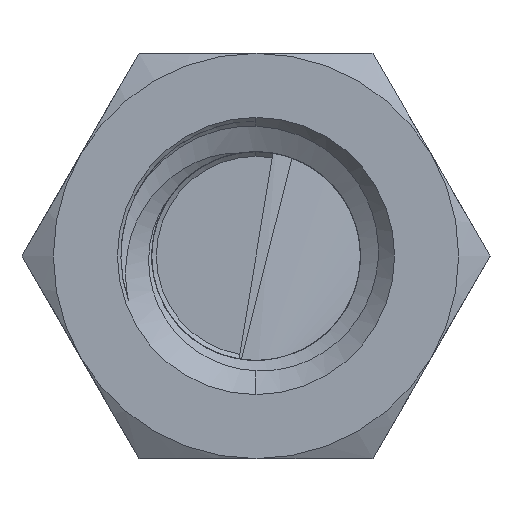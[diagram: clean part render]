
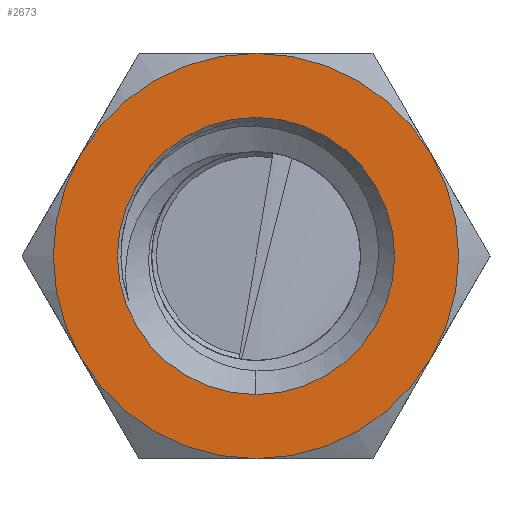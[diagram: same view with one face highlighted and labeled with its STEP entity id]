
A CAD part, left-side view. The second image highlights one B-rep face of the part: STEP entity #2673.
In plain terms, the highlighted planar face has unit normal (-1, 0, 0).
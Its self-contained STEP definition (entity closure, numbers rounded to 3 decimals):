
#360 = DIRECTION ( 'NONE',  ( 0., 0., -1. ) ) ;
#364 = DIRECTION ( 'NONE',  ( 1., 0., 0. ) ) ;
#382 = PLANE ( 'NONE',  #1584 ) ;
#387 = CARTESIAN_POINT ( 'NONE',  ( -14.75, 3.464, 0. ) ) ;
#1269 = DIRECTION ( 'NONE',  ( -1., 0., 0. ) ) ;
#1270 = DIRECTION ( 'NONE',  ( 0., 0., 1. ) ) ;
#1293 = CARTESIAN_POINT ( 'NONE',  ( -14.75, 0., 0. ) ) ;
#1584 = AXIS2_PLACEMENT_3D ( 'NONE', #387, #364, #360 ) ;
#1607 = AXIS2_PLACEMENT_3D ( 'NONE', #5832, #5830, #6366 ) ;
#1608 = AXIS2_PLACEMENT_3D ( 'NONE', #5563, #5797, #5796 ) ;
#1610 = EDGE_CURVE ( 'NONE', #3920, #3900, #3512, .T. ) ;
#1733 = EDGE_CURVE ( 'NONE', #3898, #3942, #3598, .T. ) ;
#1739 = EDGE_CURVE ( 'NONE', #3893, #3955, #3601, .T. ) ;
#1785 = EDGE_CURVE ( 'NONE', #3955, #3797, #3622, .T. ) ;
#1797 = EDGE_CURVE ( 'NONE', #3893, #3987, #3629, .T. ) ;
#1817 = AXIS2_PLACEMENT_3D ( 'NONE', #3977, #3883, #3882 ) ;
#1820 = EDGE_CURVE ( 'NONE', #3797, #3920, #3642, .T. ) ;
#1830 = EDGE_CURVE ( 'NONE', #3900, #3987, #3647, .T. ) ;
#1849 = EDGE_CURVE ( 'NONE', #3942, #3898, #2001, .T. ) ;
#1855 = AXIS2_PLACEMENT_3D ( 'NONE', #4275, #4254, #4251 ) ;
#1856 = AXIS2_PLACEMENT_3D ( 'NONE', #2556, #2561, #2562 ) ;
#1863 = AXIS2_PLACEMENT_3D ( 'NONE', #1293, #1269, #1270 ) ;
#1864 = AXIS2_PLACEMENT_3D ( 'NONE', #3183, #3181, #3144 ) ;
#1866 = AXIS2_PLACEMENT_3D ( 'NONE', #3180, #3177, #3174 ) ;
#2001 = CIRCLE ( 'NONE', #1863, 2.051 ) ;
#2063 = FACE_BOUND ( 'NONE', #3036, .T. ) ;
#2071 = FACE_OUTER_BOUND ( 'NONE', #3013, .T. ) ;
#2556 = CARTESIAN_POINT ( 'NONE',  ( -14.75, 0., 0. ) ) ;
#2561 = DIRECTION ( 'NONE',  ( 1., 0., 0. ) ) ;
#2562 = DIRECTION ( 'NONE',  ( 0., 0., -1. ) ) ;
#2673 = ADVANCED_FACE ( 'NONE', ( #2063, #2071 ), #382, .F. ) ;
#2796 = ORIENTED_EDGE ( 'NONE', *, *, #1849, .F. ) ;
#2797 = ORIENTED_EDGE ( 'NONE', *, *, #1733, .F. ) ;
#2798 = ORIENTED_EDGE ( 'NONE', *, *, #1610, .F. ) ;
#2799 = ORIENTED_EDGE ( 'NONE', *, *, #1820, .F. ) ;
#2800 = ORIENTED_EDGE ( 'NONE', *, *, #1785, .F. ) ;
#2801 = ORIENTED_EDGE ( 'NONE', *, *, #1739, .F. ) ;
#2802 = ORIENTED_EDGE ( 'NONE', *, *, #1797, .T. ) ;
#2803 = ORIENTED_EDGE ( 'NONE', *, *, #1830, .F. ) ;
#3013 = EDGE_LOOP ( 'NONE', ( #2798, #2799, #2800, #2801, #2802, #2803 ) ) ;
#3036 = EDGE_LOOP ( 'NONE', ( #2796, #2797 ) ) ;
#3144 = DIRECTION ( 'NONE',  ( 0., 0., -1. ) ) ;
#3174 = DIRECTION ( 'NONE',  ( 0., 0., -1. ) ) ;
#3177 = DIRECTION ( 'NONE',  ( 1., 0., 0. ) ) ;
#3180 = CARTESIAN_POINT ( 'NONE',  ( -14.75, 0., 0. ) ) ;
#3181 = DIRECTION ( 'NONE',  ( 1., 0., 0. ) ) ;
#3183 = CARTESIAN_POINT ( 'NONE',  ( -14.75, 0., 0. ) ) ;
#3512 = CIRCLE ( 'NONE', #1817, 3. ) ;
#3598 = CIRCLE ( 'NONE', #1608, 2.051 ) ;
#3601 = CIRCLE ( 'NONE', #1607, 3. ) ;
#3622 = CIRCLE ( 'NONE', #1856, 3. ) ;
#3629 = CIRCLE ( 'NONE', #1855, 3. ) ;
#3642 = CIRCLE ( 'NONE', #1866, 3. ) ;
#3647 = CIRCLE ( 'NONE', #1864, 3. ) ;
#3797 = VERTEX_POINT ( 'NONE', #5142 ) ;
#3882 = DIRECTION ( 'NONE',  ( 0., 0., -1. ) ) ;
#3883 = DIRECTION ( 'NONE',  ( 1., 0., 0. ) ) ;
#3893 = VERTEX_POINT ( 'NONE', #5201 ) ;
#3898 = VERTEX_POINT ( 'NONE', #5125 ) ;
#3900 = VERTEX_POINT ( 'NONE', #5207 ) ;
#3920 = VERTEX_POINT ( 'NONE', #5221 ) ;
#3942 = VERTEX_POINT ( 'NONE', #5243 ) ;
#3955 = VERTEX_POINT ( 'NONE', #5255 ) ;
#3977 = CARTESIAN_POINT ( 'NONE',  ( -14.75, 0., 0. ) ) ;
#3987 = VERTEX_POINT ( 'NONE', #5279 ) ;
#4251 = DIRECTION ( 'NONE',  ( 0., 0., 1. ) ) ;
#4254 = DIRECTION ( 'NONE',  ( -1., 0., 0. ) ) ;
#4275 = CARTESIAN_POINT ( 'NONE',  ( -14.75, 0., 0. ) ) ;
#5125 = CARTESIAN_POINT ( 'NONE',  ( -14.75, 0., -2.051 ) ) ;
#5142 = CARTESIAN_POINT ( 'NONE',  ( -14.75, -2.598, -1.5 ) ) ;
#5201 = CARTESIAN_POINT ( 'NONE',  ( -14.75, 0., 3. ) ) ;
#5207 = CARTESIAN_POINT ( 'NONE',  ( -14.75, 2.598, -1.5 ) ) ;
#5221 = CARTESIAN_POINT ( 'NONE',  ( -14.75, 0., -3. ) ) ;
#5243 = CARTESIAN_POINT ( 'NONE',  ( -14.75, 0., 2.051 ) ) ;
#5255 = CARTESIAN_POINT ( 'NONE',  ( -14.75, -2.598, 1.5 ) ) ;
#5279 = CARTESIAN_POINT ( 'NONE',  ( -14.75, 2.598, 1.5 ) ) ;
#5563 = CARTESIAN_POINT ( 'NONE',  ( -14.75, 0., 0. ) ) ;
#5796 = DIRECTION ( 'NONE',  ( 0., 0., 1. ) ) ;
#5797 = DIRECTION ( 'NONE',  ( -1., 0., 0. ) ) ;
#5830 = DIRECTION ( 'NONE',  ( 1., 0., 0. ) ) ;
#5832 = CARTESIAN_POINT ( 'NONE',  ( -14.75, 0., 0. ) ) ;
#6366 = DIRECTION ( 'NONE',  ( 0., 0., -1. ) ) ;
